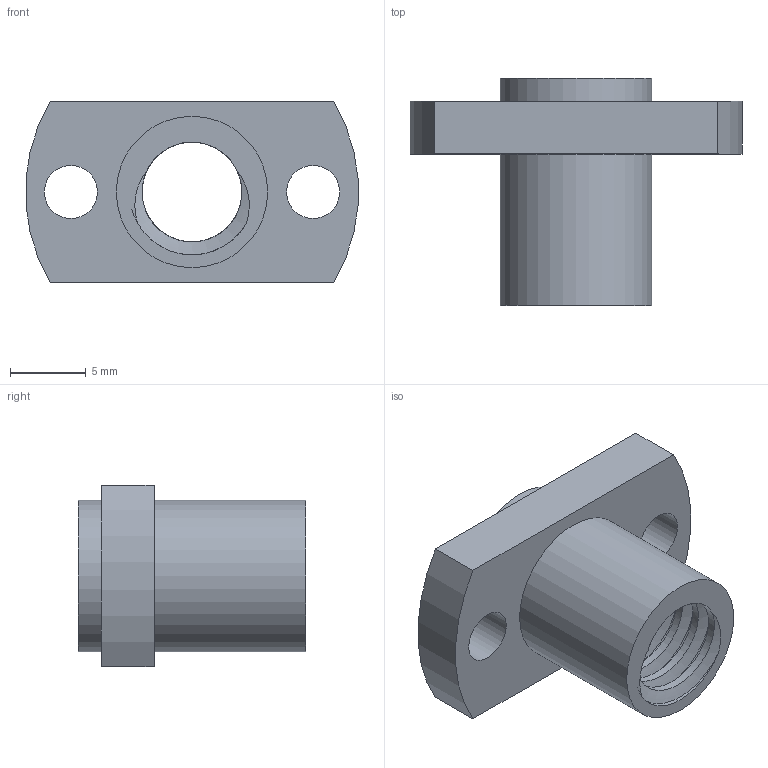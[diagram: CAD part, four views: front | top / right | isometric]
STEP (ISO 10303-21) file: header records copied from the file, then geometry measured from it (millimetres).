
FILE_DESCRIPTION(/* description */ (''),/* implementation_level */ '2;1');
FILE_NAME(/* name */ 'T8 Nut 1.5.step',/* time_stamp */ '2021-11-13T00:47:20+01:00',/* author */ (''),/* organization */ (''),/* preprocessor_version */ 'ST-DEVELOPER v18.1',/* originating_system */ 'Autodesk Translation Framework v10.10.0.1391',/* authorisation */ '');
FILE_SCHEMA (('AUTOMOTIVE_DESIGN { 1 0 10303 214 3 1 1 }','INTEGRATED_CNC_SCHEMA'));
Length unit declared in the file: millimetre
Products named in the file (2): T8 Nut 1,5; T8 Nut 1,5_1
Assembly tree (1 placements, depth 2):
  T8 Nut 1,5
    T8 Nut 1,5_1
Bounding box: 21.93 x 15 x 12 mm (x, y, z)
Volume: 1059.6 mm3; surface area: 1690.6 mm2
Topology: 1 solids, 1 shells, 36 faces, 96 edges, 64 vertices
Faces by surface type: cylinder 28, plane 6, bspline 2
Full cylindrical faces by diameter (mm): 3.5 x2, 6.595 x6, 8.3 x7, 10 x2
Entity records: 2436 total; most frequent: CARTESIAN_POINT 1549, ORIENTED_EDGE 192, DIRECTION 138, EDGE_CURVE 96, VERTEX_POINT 64, AXIS2_PLACEMENT_3D 53, B_SPLINE_CURVE_WITH_KNOTS 48, EDGE_LOOP 44
